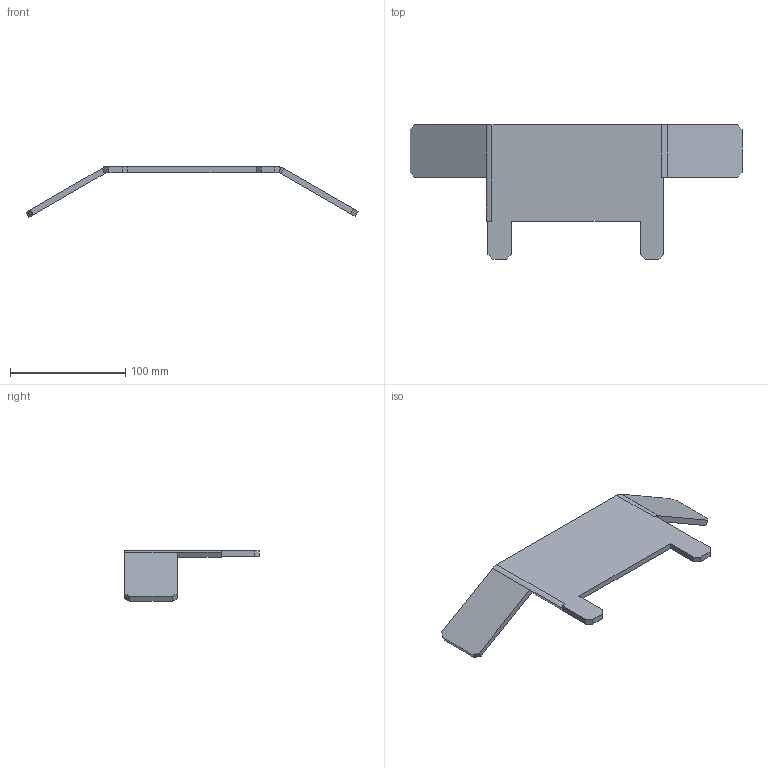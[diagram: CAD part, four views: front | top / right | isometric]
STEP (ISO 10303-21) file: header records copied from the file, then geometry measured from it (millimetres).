
FILE_DESCRIPTION((''),'2;1');
FILE_NAME('BAT_CLIP_OK_CR2450','2023-10-25T17:20:29',('lenovo'),(''),'CREO PARAMETRIC BY PTC INC, 2022164','CREO PARAMETRIC BY PTC INC, 2022164','');
FILE_SCHEMA(('CONFIG_CONTROL_DESIGN'));
Length unit declared in the file: inch
Products named in the file (1): BAT_CLIP_OK_CR2450
Bounding box: 287.76 x 116.84 x 43.86 mm (x, y, z)
Volume: 107045 mm3; surface area: 46723.5 mm2
Topology: 1 solids, 1 shells, 41 faces, 101 edges, 62 vertices
Faces by surface type: plane 37, cylinder 4
Entity records: 1219 total; most frequent: CARTESIAN_POINT 204, ORIENTED_EDGE 202, DIRECTION 195, EDGE_CURVE 101, VECTOR 89, LINE 89, VERTEX_POINT 62, AXIS2_PLACEMENT_3D 53
